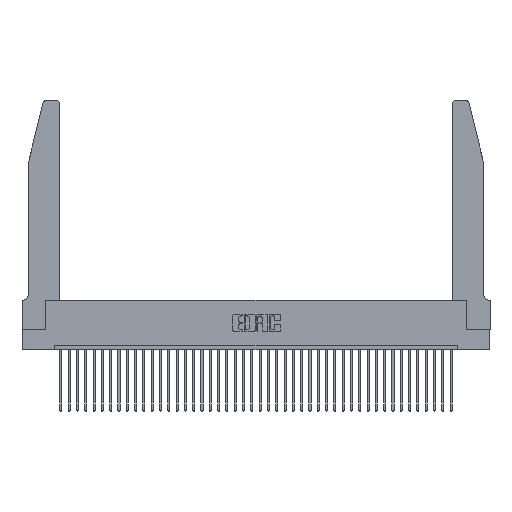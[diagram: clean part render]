
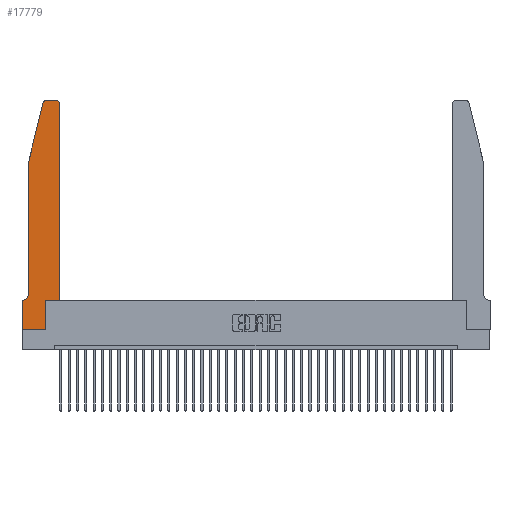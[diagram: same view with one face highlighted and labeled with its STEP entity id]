
A CAD part, top view. The second image highlights one B-rep face of the part: STEP entity #17779.
In plain terms, the highlighted planar face has unit normal (0, 0, 1).
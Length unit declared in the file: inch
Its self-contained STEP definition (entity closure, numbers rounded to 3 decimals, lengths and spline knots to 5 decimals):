
#95 = LINE ( 'NONE', #32824, #7312 ) ;
#199 = DIRECTION ( 'NONE',  ( 1., 0., 0. ) ) ;
#223 = ORIENTED_EDGE ( 'NONE', *, *, #21592, .T. ) ;
#579 = VECTOR ( 'NONE', #19115, 39.37008 ) ;
#1351 = LINE ( 'NONE', #16211, #35728 ) ;
#1743 = DIRECTION ( 'NONE',  ( 1., 0., 0. ) ) ;
#2270 = EDGE_CURVE ( 'NONE', #13599, #28364, #27703, .T. ) ;
#3014 = CARTESIAN_POINT ( 'NONE',  ( 0.0055, 0.35, 0.37 ) ) ;
#3662 = CARTESIAN_POINT ( 'NONE',  ( 0., 0., 0.37 ) ) ;
#3819 = LINE ( 'NONE', #18280, #20836 ) ;
#4757 = VECTOR ( 'NONE', #35494, 39.37008 ) ;
#6102 = ORIENTED_EDGE ( 'NONE', *, *, #12264, .T. ) ;
#6361 = VECTOR ( 'NONE', #9074, 39.37008 ) ;
#6513 = VERTEX_POINT ( 'NONE', #29389 ) ;
#6674 = VERTEX_POINT ( 'NONE', #33405 ) ;
#6802 = AXIS2_PLACEMENT_3D ( 'NONE', #38851, #32326, #32020 ) ;
#7065 = CARTESIAN_POINT ( 'NONE',  ( 0.0755, 0.35, 0.37 ) ) ;
#7312 = VECTOR ( 'NONE', #20886, 39.37008 ) ;
#7850 = LINE ( 'NONE', #24663, #6361 ) ;
#8126 = ORIENTED_EDGE ( 'NONE', *, *, #23933, .T. ) ;
#8259 = AXIS2_PLACEMENT_3D ( 'NONE', #29472, #32286, #38404 ) ;
#8737 = VECTOR ( 'NONE', #199, 39.37008 ) ;
#9028 = CARTESIAN_POINT ( 'NONE',  ( 0.4505, 2.72, 0.37 ) ) ;
#9074 = DIRECTION ( 'NONE',  ( -0.239, -0.971, 0. ) ) ;
#9751 = CARTESIAN_POINT ( 'NONE',  ( 0., 0., 0.37 ) ) ;
#10221 = ORIENTED_EDGE ( 'NONE', *, *, #37564, .T. ) ;
#12213 = DIRECTION ( 'NONE',  ( 0., 0., -1. ) ) ;
#12264 = EDGE_CURVE ( 'NONE', #39510, #6674, #39752, .T. ) ;
#12310 = VERTEX_POINT ( 'NONE', #27928 ) ;
#12327 = ORIENTED_EDGE ( 'NONE', *, *, #36505, .T. ) ;
#12674 = CARTESIAN_POINT ( 'NONE',  ( 0.2865, 0.35, 0.37 ) ) ;
#13114 = CARTESIAN_POINT ( 'NONE',  ( 0.4505, 0.35, 0.37 ) ) ;
#13599 = VERTEX_POINT ( 'NONE', #3014 ) ;
#13751 = AXIS2_PLACEMENT_3D ( 'NONE', #15463, #12213, #15350 ) ;
#14625 = VERTEX_POINT ( 'NONE', #22347 ) ;
#14938 = VERTEX_POINT ( 'NONE', #21256 ) ;
#15350 = DIRECTION ( 'NONE',  ( -1., 0., 0. ) ) ;
#15352 = DIRECTION ( 'NONE',  ( 1., 0., 0. ) ) ;
#15463 = CARTESIAN_POINT ( 'NONE',  ( 0.0055, 0.42, 0.37 ) ) ;
#15492 = LINE ( 'NONE', #9751, #8737 ) ;
#16211 = CARTESIAN_POINT ( 'NONE',  ( 0.2605, 2.75, 0.37 ) ) ;
#16233 = CIRCLE ( 'NONE', #13751, 0.07 ) ;
#16577 = VERTEX_POINT ( 'NONE', #12674 ) ;
#17718 = LINE ( 'NONE', #36638, #39498 ) ;
#17779 = ADVANCED_FACE ( 'NONE', ( #24145 ), #20143, .T. ) ;
#18140 = AXIS2_PLACEMENT_3D ( 'NONE', #26261, #20247, #1743 ) ;
#18280 = CARTESIAN_POINT ( 'NONE',  ( 0.0755, 2., 0.37 ) ) ;
#18621 = VERTEX_POINT ( 'NONE', #13114 ) ;
#18663 = ORIENTED_EDGE ( 'NONE', *, *, #2270, .T. ) ;
#19115 = DIRECTION ( 'NONE',  ( -1., 0., 0. ) ) ;
#20143 = PLANE ( 'NONE',  #6802 ) ;
#20247 = DIRECTION ( 'NONE',  ( 0., 0., 1. ) ) ;
#20836 = VECTOR ( 'NONE', #33425, 39.37008 ) ;
#20886 = DIRECTION ( 'NONE',  ( 0., 1., 0. ) ) ;
#21129 = ORIENTED_EDGE ( 'NONE', *, *, #40091, .T. ) ;
#21256 = CARTESIAN_POINT ( 'NONE',  ( 0., 0., 0.37 ) ) ;
#21592 = EDGE_CURVE ( 'NONE', #18621, #39510, #95, .T. ) ;
#21757 = VERTEX_POINT ( 'NONE', #37128 ) ;
#22347 = CARTESIAN_POINT ( 'NONE',  ( 0.0755, 2., 0.37 ) ) ;
#23197 = LINE ( 'NONE', #3662, #4757 ) ;
#23933 = EDGE_CURVE ( 'NONE', #12310, #6513, #30072, .T. ) ;
#24145 = FACE_OUTER_BOUND ( 'NONE', #27398, .T. ) ;
#24663 = CARTESIAN_POINT ( 'NONE',  ( 0.0755, 2., 0.37 ) ) ;
#25397 = EDGE_CURVE ( 'NONE', #14625, #21757, #3819, .T. ) ;
#26261 = CARTESIAN_POINT ( 'NONE',  ( 0.284, 2.72, 0.37 ) ) ;
#26270 = EDGE_CURVE ( 'NONE', #28364, #14938, #23197, .T. ) ;
#26565 = EDGE_CURVE ( 'NONE', #6674, #12310, #1351, .T. ) ;
#27398 = EDGE_LOOP ( 'NONE', ( #39405, #8126, #12327, #38149, #21129, #18663, #31537, #10221, #38097, #37056, #223, #6102 ) ) ;
#27703 = LINE ( 'NONE', #7065, #579 ) ;
#27920 = CARTESIAN_POINT ( 'NONE',  ( 0.4505, 0.35, 0.37 ) ) ;
#27928 = CARTESIAN_POINT ( 'NONE',  ( 0.284, 2.75, 0.37 ) ) ;
#27965 = EDGE_CURVE ( 'NONE', #37573, #16577, #17718, .T. ) ;
#28364 = VERTEX_POINT ( 'NONE', #31564 ) ;
#29389 = CARTESIAN_POINT ( 'NONE',  ( 0.25487, 2.72718, 0.37 ) ) ;
#29472 = CARTESIAN_POINT ( 'NONE',  ( 0.4205, 2.72, 0.37 ) ) ;
#30072 = CIRCLE ( 'NONE', #18140, 0.03 ) ;
#30579 = EDGE_CURVE ( 'NONE', #16577, #18621, #37303, .T. ) ;
#30984 = VECTOR ( 'NONE', #15352, 39.37008 ) ;
#31537 = ORIENTED_EDGE ( 'NONE', *, *, #26270, .T. ) ;
#31564 = CARTESIAN_POINT ( 'NONE',  ( 0., 0.35, 0.37 ) ) ;
#32007 = DIRECTION ( 'NONE',  ( -1., 0., 0. ) ) ;
#32020 = DIRECTION ( 'NONE',  ( 1., 0., 0. ) ) ;
#32286 = DIRECTION ( 'NONE',  ( 0., 0., 1. ) ) ;
#32326 = DIRECTION ( 'NONE',  ( 0., 0., 1. ) ) ;
#32824 = CARTESIAN_POINT ( 'NONE',  ( 0.4505, 0.35, 0.37 ) ) ;
#33405 = CARTESIAN_POINT ( 'NONE',  ( 0.4205, 2.75, 0.37 ) ) ;
#33425 = DIRECTION ( 'NONE',  ( 0., -1., 0. ) ) ;
#33622 = DIRECTION ( 'NONE',  ( 0., 1., 0. ) ) ;
#34533 = CARTESIAN_POINT ( 'NONE',  ( 0.2865, 0., 0.37 ) ) ;
#35494 = DIRECTION ( 'NONE',  ( 0., -1., 0. ) ) ;
#35728 = VECTOR ( 'NONE', #32007, 39.37008 ) ;
#36505 = EDGE_CURVE ( 'NONE', #6513, #14625, #7850, .T. ) ;
#36638 = CARTESIAN_POINT ( 'NONE',  ( 0.2865, 0.35, 0.37 ) ) ;
#37056 = ORIENTED_EDGE ( 'NONE', *, *, #30579, .T. ) ;
#37128 = CARTESIAN_POINT ( 'NONE',  ( 0.0755, 0.42, 0.37 ) ) ;
#37303 = LINE ( 'NONE', #27920, #30984 ) ;
#37564 = EDGE_CURVE ( 'NONE', #14938, #37573, #15492, .T. ) ;
#37573 = VERTEX_POINT ( 'NONE', #34533 ) ;
#38097 = ORIENTED_EDGE ( 'NONE', *, *, #27965, .T. ) ;
#38149 = ORIENTED_EDGE ( 'NONE', *, *, #25397, .T. ) ;
#38404 = DIRECTION ( 'NONE',  ( 1., 0., 0. ) ) ;
#38851 = CARTESIAN_POINT ( 'NONE',  ( 0., 0.35, 0.37 ) ) ;
#39405 = ORIENTED_EDGE ( 'NONE', *, *, #26565, .T. ) ;
#39498 = VECTOR ( 'NONE', #33622, 39.37008 ) ;
#39510 = VERTEX_POINT ( 'NONE', #9028 ) ;
#39752 = CIRCLE ( 'NONE', #8259, 0.03 ) ;
#40091 = EDGE_CURVE ( 'NONE', #21757, #13599, #16233, .T. ) ;
